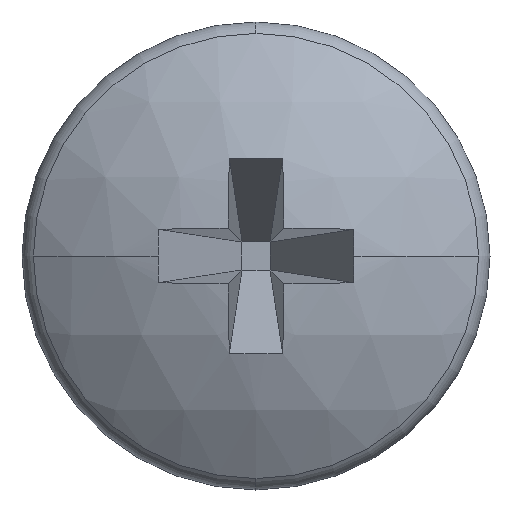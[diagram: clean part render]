
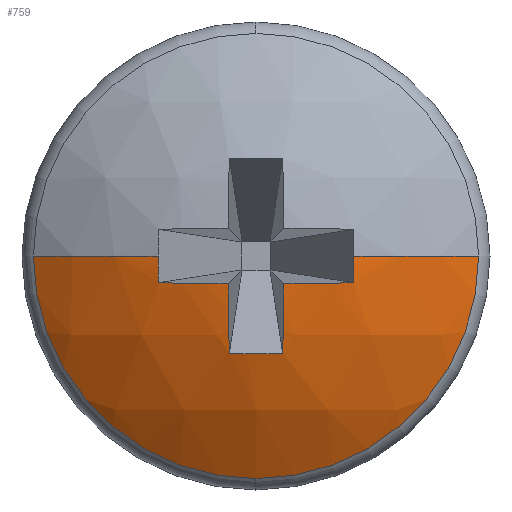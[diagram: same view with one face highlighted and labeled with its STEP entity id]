
A CAD part, left-side view. The second image highlights one B-rep face of the part: STEP entity #759.
In plain terms, the highlighted spherical face has radius 3.2 mm.
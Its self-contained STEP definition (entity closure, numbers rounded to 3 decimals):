
#3 = CARTESIAN_POINT ( 'NONE',  ( 0.118, -0.228, -0.831 ) ) ;
#21 = DIRECTION ( 'NONE',  ( 0., 0., 1. ) ) ;
#34 = DIRECTION ( 'NONE',  ( 0.995, 0., 0.1 ) ) ;
#47 = DIRECTION ( 'NONE',  ( 0., 0., -1. ) ) ;
#54 = DIRECTION ( 'NONE',  ( -0.833, 0., -0.553 ) ) ;
#61 = ORIENTED_EDGE ( 'NONE', *, *, #389, .T. ) ;
#62 = CIRCLE ( 'NONE', #934, 3.2 ) ;
#104 = DIRECTION ( 'NONE',  ( 0.995, 0., 0.1 ) ) ;
#105 = VERTEX_POINT ( 'NONE', #247 ) ;
#115 = DIRECTION ( 'NONE',  ( -0.1, 0.995, 0. ) ) ;
#119 = VERTEX_POINT ( 'NONE', #321 ) ;
#124 = ORIENTED_EDGE ( 'NONE', *, *, #762, .F. ) ;
#143 = CARTESIAN_POINT ( 'NONE',  ( 0.118, 0.228, -0.831 ) ) ;
#153 = CIRCLE ( 'NONE', #829, 3.036 ) ;
#161 = FACE_OUTER_BOUND ( 'NONE', #553, .T. ) ;
#175 = DIRECTION ( 'NONE',  ( 0.995, -0.1, 0. ) ) ;
#178 = CARTESIAN_POINT ( 'NONE',  ( 3.192, 0., 0.082 ) ) ;
#179 = VERTEX_POINT ( 'NONE', #217 ) ;
#186 = DIRECTION ( 'NONE',  ( 0., 1., 0. ) ) ;
#196 = AXIS2_PLACEMENT_3D ( 'NONE', #736, #115, #272 ) ;
#199 = AXIS2_PLACEMENT_3D ( 'NONE', #478, #805, #963 ) ;
#203 = ORIENTED_EDGE ( 'NONE', *, *, #629, .T. ) ;
#211 = ORIENTED_EDGE ( 'NONE', *, *, #686, .T. ) ;
#217 = CARTESIAN_POINT ( 'NONE',  ( 0.118, -0.831, -0.228 ) ) ;
#225 = AXIS2_PLACEMENT_3D ( 'NONE', #491, #252, #175 ) ;
#230 = DIRECTION ( 'NONE',  ( -1., 0., 0. ) ) ;
#233 = VERTEX_POINT ( 'NONE', #946 ) ;
#246 = CARTESIAN_POINT ( 'NONE',  ( 0.627, 0., -1.903 ) ) ;
#247 = CARTESIAN_POINT ( 'NONE',  ( 0.018, -0.238, -0.238 ) ) ;
#252 = DIRECTION ( 'NONE',  ( -0.1, -0.995, 0. ) ) ;
#256 = DIRECTION ( 'NONE',  ( 0.553, -0.833, 0. ) ) ;
#272 = DIRECTION ( 'NONE',  ( -0.995, -0.1, 0. ) ) ;
#276 = VERTEX_POINT ( 'NONE', #704 ) ;
#281 = ORIENTED_EDGE ( 'NONE', *, *, #524, .F. ) ;
#287 = DIRECTION ( 'NONE',  ( 0.553, 0., -0.833 ) ) ;
#288 = AXIS2_PLACEMENT_3D ( 'NONE', #788, #962, #34 ) ;
#303 = EDGE_CURVE ( 'NONE', #276, #751, #635, .T. ) ;
#321 = CARTESIAN_POINT ( 'NONE',  ( 0.018, 0.238, -0.238 ) ) ;
#329 = DIRECTION ( 'NONE',  ( 0.553, 0.833, 0. ) ) ;
#342 = DIRECTION ( 'NONE',  ( -0.1, 0., 0.995 ) ) ;
#352 = SPHERICAL_SURFACE ( 'NONE', #604, 3.2 ) ;
#366 = CIRCLE ( 'NONE', #938, 3.036 ) ;
#379 = CARTESIAN_POINT ( 'NONE',  ( 2.64, 0., 0.843 ) ) ;
#389 = EDGE_CURVE ( 'NONE', #598, #179, #721, .T. ) ;
#398 = CARTESIAN_POINT ( 'NONE',  ( 0.627, 0., 0. ) ) ;
#402 = CARTESIAN_POINT ( 'NONE',  ( 3.2, 0., 0. ) ) ;
#478 = CARTESIAN_POINT ( 'NONE',  ( 0.627, 0., 0. ) ) ;
#481 = CARTESIAN_POINT ( 'NONE',  ( 2.64, 0.843, 0. ) ) ;
#485 = CARTESIAN_POINT ( 'NONE',  ( 0.111, 0.836, 0. ) ) ;
#487 = CIRCLE ( 'NONE', #199, 1.903 ) ;
#491 = CARTESIAN_POINT ( 'NONE',  ( 3.192, -0.082, 0. ) ) ;
#499 = DIRECTION ( 'NONE',  ( 0., 1., 0. ) ) ;
#504 = CARTESIAN_POINT ( 'NONE',  ( 2.64, -0.843, 0. ) ) ;
#513 = ORIENTED_EDGE ( 'NONE', *, *, #836, .T. ) ;
#524 = EDGE_CURVE ( 'NONE', #276, #860, #602, .T. ) ;
#537 = DIRECTION ( 'NONE',  ( 0., 0., 1. ) ) ;
#546 = AXIS2_PLACEMENT_3D ( 'NONE', #178, #342, #104 ) ;
#547 = ORIENTED_EDGE ( 'NONE', *, *, #584, .F. ) ;
#553 = EDGE_LOOP ( 'NONE', ( #717, #513, #203, #61, #757, #124, #211, #791, #547, #659, #281 ) ) ;
#554 = DIRECTION ( 'NONE',  ( 0.833, 0.553, 0. ) ) ;
#569 = CARTESIAN_POINT ( 'NONE',  ( 3.2, 0., 0. ) ) ;
#584 = EDGE_CURVE ( 'NONE', #233, #119, #674, .T. ) ;
#598 = VERTEX_POINT ( 'NONE', #658 ) ;
#602 = CIRCLE ( 'NONE', #855, 3.2 ) ;
#604 = AXIS2_PLACEMENT_3D ( 'NONE', #569, #742, #186 ) ;
#617 = VERTEX_POINT ( 'NONE', #985 ) ;
#619 = CIRCLE ( 'NONE', #196, 3.199 ) ;
#629 = EDGE_CURVE ( 'NONE', #617, #598, #62, .T. ) ;
#635 = CIRCLE ( 'NONE', #706, 1.903 ) ;
#641 = DIRECTION ( 'NONE',  ( -0.833, 0.553, 0. ) ) ;
#658 = CARTESIAN_POINT ( 'NONE',  ( 0.111, -0.836, 0. ) ) ;
#659 = ORIENTED_EDGE ( 'NONE', *, *, #830, .T. ) ;
#674 = CIRCLE ( 'NONE', #546, 3.199 ) ;
#686 = EDGE_CURVE ( 'NONE', #986, #734, #153, .T. ) ;
#704 = CARTESIAN_POINT ( 'NONE',  ( 0.627, 1.903, 0. ) ) ;
#706 = AXIS2_PLACEMENT_3D ( 'NONE', #398, #230, #537 ) ;
#717 = ORIENTED_EDGE ( 'NONE', *, *, #303, .T. ) ;
#721 = CIRCLE ( 'NONE', #853, 3.036 ) ;
#734 = VERTEX_POINT ( 'NONE', #143 ) ;
#736 = CARTESIAN_POINT ( 'NONE',  ( 3.192, 0.082, 0. ) ) ;
#742 = DIRECTION ( 'NONE',  ( 0., 0., -1. ) ) ;
#751 = VERTEX_POINT ( 'NONE', #246 ) ;
#757 = ORIENTED_EDGE ( 'NONE', *, *, #995, .F. ) ;
#758 = CIRCLE ( 'NONE', #225, 3.199 ) ;
#759 = ADVANCED_FACE ( 'NONE', ( #161 ), #352, .T. ) ;
#762 = EDGE_CURVE ( 'NONE', #986, #105, #619, .T. ) ;
#788 = CARTESIAN_POINT ( 'NONE',  ( 3.192, 0., 0.082 ) ) ;
#791 = ORIENTED_EDGE ( 'NONE', *, *, #803, .F. ) ;
#803 = EDGE_CURVE ( 'NONE', #119, #734, #758, .T. ) ;
#805 = DIRECTION ( 'NONE',  ( -1., 0., 0. ) ) ;
#829 = AXIS2_PLACEMENT_3D ( 'NONE', #379, #287, #54 ) ;
#830 = EDGE_CURVE ( 'NONE', #233, #860, #366, .T. ) ;
#836 = EDGE_CURVE ( 'NONE', #751, #617, #487, .T. ) ;
#853 = AXIS2_PLACEMENT_3D ( 'NONE', #481, #256, #554 ) ;
#855 = AXIS2_PLACEMENT_3D ( 'NONE', #402, #21, #1017 ) ;
#860 = VERTEX_POINT ( 'NONE', #485 ) ;
#895 = CARTESIAN_POINT ( 'NONE',  ( 3.2, 0., 0. ) ) ;
#934 = AXIS2_PLACEMENT_3D ( 'NONE', #895, #47, #499 ) ;
#938 = AXIS2_PLACEMENT_3D ( 'NONE', #504, #329, #641 ) ;
#946 = CARTESIAN_POINT ( 'NONE',  ( 0.118, 0.831, -0.228 ) ) ;
#962 = DIRECTION ( 'NONE',  ( -0.1, 0., 0.995 ) ) ;
#963 = DIRECTION ( 'NONE',  ( 0., 0., 1. ) ) ;
#981 = CIRCLE ( 'NONE', #288, 3.199 ) ;
#985 = CARTESIAN_POINT ( 'NONE',  ( 0.627, -1.903, 0. ) ) ;
#986 = VERTEX_POINT ( 'NONE', #3 ) ;
#995 = EDGE_CURVE ( 'NONE', #105, #179, #981, .T. ) ;
#1017 = DIRECTION ( 'NONE',  ( 1., 0., 0. ) ) ;
